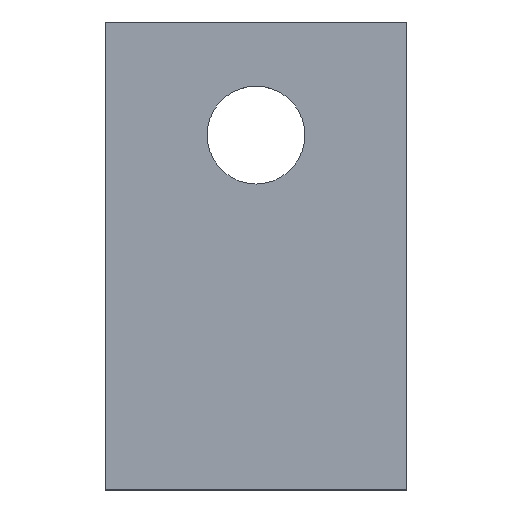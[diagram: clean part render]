
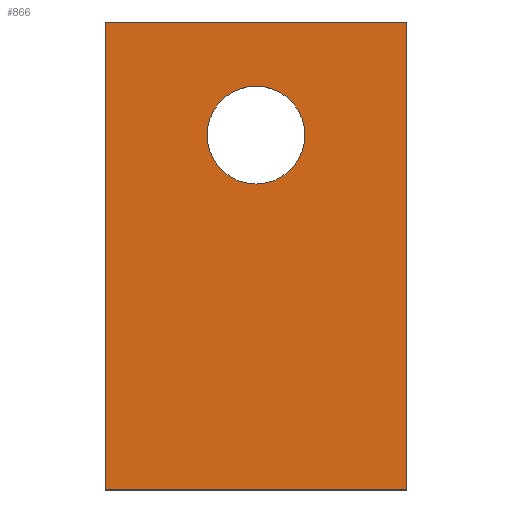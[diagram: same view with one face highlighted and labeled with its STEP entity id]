
A CAD part, top view. The second image highlights one B-rep face of the part: STEP entity #866.
In plain terms, the highlighted planar face has unit normal (0, 0, 1).
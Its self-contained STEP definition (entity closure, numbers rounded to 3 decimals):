
#44 = ORIENTED_EDGE ( 'NONE', *, *, #1314, .F. ) ;
#45 = ORIENTED_EDGE ( 'NONE', *, *, #275, .F. ) ;
#46 = ORIENTED_EDGE ( 'NONE', *, *, #1011, .F. ) ;
#47 = ORIENTED_EDGE ( 'NONE', *, *, #1127, .F. ) ;
#48 = ORIENTED_EDGE ( 'NONE', *, *, #1014, .F. ) ;
#49 = ORIENTED_EDGE ( 'NONE', *, *, #1124, .F. ) ;
#238 = CIRCLE ( 'NONE', #298, 3.25 ) ;
#275 = EDGE_CURVE ( 'NONE', #1044, #1040, #238, .T. ) ;
#298 = AXIS2_PLACEMENT_3D ( 'NONE', #620, #621, #622 ) ;
#321 = CARTESIAN_POINT ( 'NONE',  ( 20., 0., 0. ) ) ;
#322 = CARTESIAN_POINT ( 'NONE',  ( 0., 0., 0. ) ) ;
#339 = CARTESIAN_POINT ( 'NONE',  ( 20., 31., 0. ) ) ;
#340 = CARTESIAN_POINT ( 'NONE',  ( 0., 31., 0. ) ) ;
#348 = CARTESIAN_POINT ( 'NONE',  ( 0., 15.5, 0. ) ) ;
#349 = DIRECTION ( 'NONE',  ( 0., 1., 0. ) ) ;
#354 = CARTESIAN_POINT ( 'NONE',  ( 20., 15.5, 0. ) ) ;
#355 = DIRECTION ( 'NONE',  ( 0., -1., 0. ) ) ;
#383 = CARTESIAN_POINT ( 'NONE',  ( 10., 23.5, 0. ) ) ;
#384 = DIRECTION ( 'NONE',  ( 0., 0., 1. ) ) ;
#385 = DIRECTION ( 'NONE',  ( -1., 0., 0. ) ) ;
#477 = PLANE ( 'NONE',  #825 ) ;
#478 = CARTESIAN_POINT ( 'NONE',  ( 20., 0., 0. ) ) ;
#479 = DIRECTION ( 'NONE',  ( 0., 0., -1. ) ) ;
#480 = DIRECTION ( 'NONE',  ( -1., 0., 0. ) ) ;
#520 = CARTESIAN_POINT ( 'NONE',  ( 10., 0., 0. ) ) ;
#521 = DIRECTION ( 'NONE',  ( -1., 0., 0. ) ) ;
#526 = CARTESIAN_POINT ( 'NONE',  ( 10., 31., 0. ) ) ;
#527 = DIRECTION ( 'NONE',  ( 1., 0., 0. ) ) ;
#550 = CARTESIAN_POINT ( 'NONE',  ( 6.75, 23.5, 0. ) ) ;
#554 = CARTESIAN_POINT ( 'NONE',  ( 13.25, 23.5, 0. ) ) ;
#620 = CARTESIAN_POINT ( 'NONE',  ( 10., 23.5, 0. ) ) ;
#621 = DIRECTION ( 'NONE',  ( 0., 0., 1. ) ) ;
#622 = DIRECTION ( 'NONE',  ( -1., 0., 0. ) ) ;
#740 = CIRCLE ( 'NONE', #837, 3.25 ) ;
#825 = AXIS2_PLACEMENT_3D ( 'NONE', #478, #479, #480 ) ;
#837 = AXIS2_PLACEMENT_3D ( 'NONE', #383, #384, #385 ) ;
#866 = ADVANCED_FACE ( 'NONE', ( #886, #887 ), #477, .F. ) ;
#886 = FACE_BOUND ( 'NONE', #1191, .T. ) ;
#887 = FACE_OUTER_BOUND ( 'NONE', #1190, .T. ) ;
#912 = LINE ( 'NONE', #520, #913 ) ;
#913 = VECTOR ( 'NONE', #521, 1000. ) ;
#918 = LINE ( 'NONE', #526, #919 ) ;
#919 = VECTOR ( 'NONE', #527, 1000. ) ;
#926 = LINE ( 'NONE', #348, #928 ) ;
#928 = VECTOR ( 'NONE', #349, 1000. ) ;
#933 = LINE ( 'NONE', #354, #934 ) ;
#934 = VECTOR ( 'NONE', #355, 1000. ) ;
#1011 = EDGE_CURVE ( 'NONE', #1071, #1072, #912, .T. ) ;
#1014 = EDGE_CURVE ( 'NONE', #1090, #1089, #918, .T. ) ;
#1040 = VERTEX_POINT ( 'NONE', #550 ) ;
#1044 = VERTEX_POINT ( 'NONE', #554 ) ;
#1071 = VERTEX_POINT ( 'NONE', #321 ) ;
#1072 = VERTEX_POINT ( 'NONE', #322 ) ;
#1089 = VERTEX_POINT ( 'NONE', #339 ) ;
#1090 = VERTEX_POINT ( 'NONE', #340 ) ;
#1124 = EDGE_CURVE ( 'NONE', #1072, #1090, #926, .T. ) ;
#1127 = EDGE_CURVE ( 'NONE', #1089, #1071, #933, .T. ) ;
#1190 = EDGE_LOOP ( 'NONE', ( #46, #47, #48, #49 ) ) ;
#1191 = EDGE_LOOP ( 'NONE', ( #44, #45 ) ) ;
#1314 = EDGE_CURVE ( 'NONE', #1040, #1044, #740, .T. ) ;
